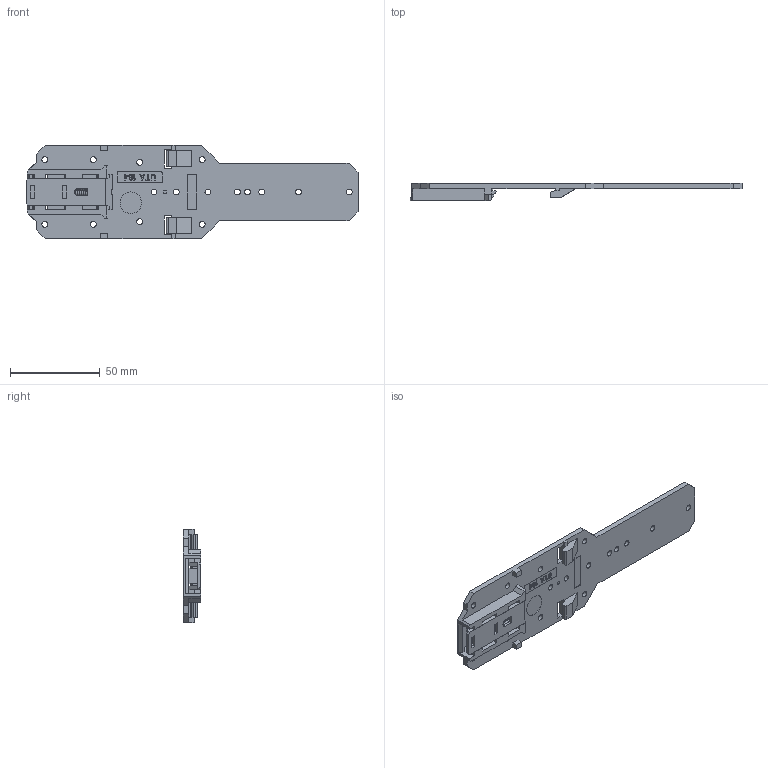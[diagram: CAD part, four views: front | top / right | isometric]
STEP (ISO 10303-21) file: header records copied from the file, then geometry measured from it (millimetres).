
FILE_DESCRIPTION(('Creo Elements/Direct Modeling STEP Export'),'2;1');
FILE_NAME('model.stp','2020-02-11T16:03:03',(''),(''),'Creo Elements/Direct Modeling STEP processor for AP214 (Solid Model)','Creo Elements/Direct Modeling 20.1A 29-Sep-2018 (C) Parametric Technology GmbH','');
FILE_SCHEMA(('AUTOMOTIVE_DESIGN { 1 0 10303 214 1 1 1 1 }'));
Length unit declared in the file: millimetre
Products named in the file (4): VAL-M_FEDER_0.5MM_vorgespannt__TECDOC_00757586-01; UTA_FUSSRIEGEL-48_H.Select__00425654; UTA_184_PLATTE_H.Select__00426024; UTA_184_TECDOC__00426026
Assembly tree (3 placements, depth 2):
  UTA_184_TECDOC__00426026
    UTA_184_PLATTE_H.Select__00426024
    UTA_FUSSRIEGEL-48_H.Select__00425654
    VAL-M_FEDER_0.5MM_vorgespannt__TECDOC_00757586-01
Bounding box: 184.65 x 9.6 x 52 mm (x, y, z)
Volume: 27523 mm3; surface area: 22592.3 mm2
Topology: 3 solids, 3 shells, 463 faces, 1322 edges, 873 vertices
Faces by surface type: plane 370, cylinder 51, cone 36, bspline 6
Entity records: 17406 total; most frequent: CARTESIAN_POINT 5398, ORIENTED_EDGE 2644, DIRECTION 2173, EDGE_CURVE 1322, VECTOR 1133, LINE 1133, VERTEX_POINT 873, EDGE_LOOP 531
